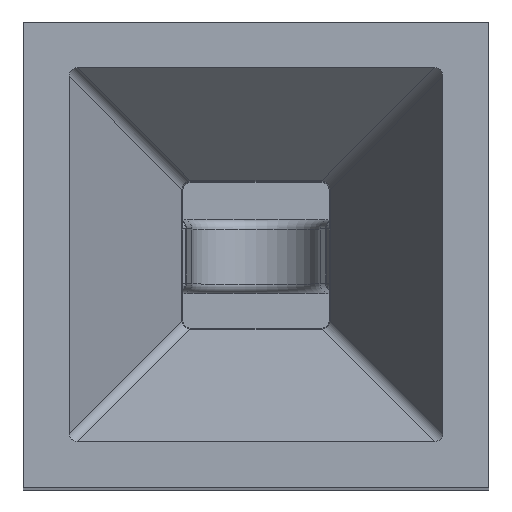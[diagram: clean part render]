
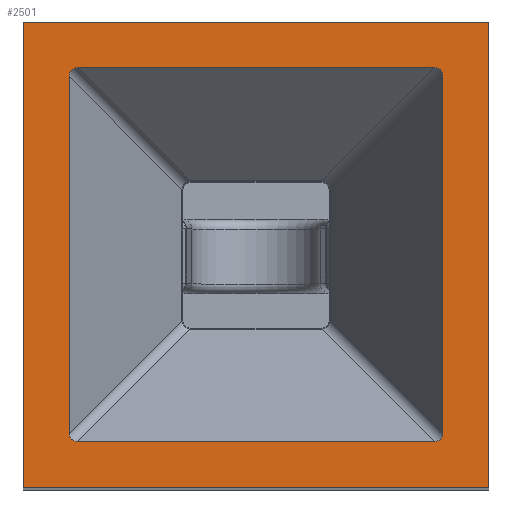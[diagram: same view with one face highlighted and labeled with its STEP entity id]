
A CAD part, top view. The second image highlights one B-rep face of the part: STEP entity #2501.
In plain terms, the highlighted planar face has unit normal (0, 0, 1).
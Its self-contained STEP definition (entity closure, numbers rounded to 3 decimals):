
#46=ELLIPSE('',#2604,0.061,0.05);
#49=ELLIPSE('',#2621,0.061,0.05);
#52=ELLIPSE('',#2629,0.061,0.05);
#55=ELLIPSE('',#2642,0.061,0.05);
#152=FACE_BOUND('',#561,.T.);
#405=FACE_OUTER_BOUND('',#560,.T.);
#560=EDGE_LOOP('',(#2061,#2062,#2063,#2064));
#561=EDGE_LOOP('',(#2065,#2066,#2067,#2068,#2069,#2070,#2071,#2072));
#625=LINE('',#3753,#811);
#659=LINE('',#3984,#845);
#660=LINE('',#3986,#846);
#665=LINE('',#4001,#851);
#666=LINE('',#4003,#852);
#757=LINE('',#4394,#943);
#758=LINE('',#4396,#944);
#759=LINE('',#4397,#945);
#811=VECTOR('',#2948,10.);
#845=VECTOR('',#3096,10.);
#846=VECTOR('',#3099,10.);
#851=VECTOR('',#3116,10.);
#852=VECTOR('',#3119,10.);
#943=VECTOR('',#3544,10.);
#944=VECTOR('',#3545,10.);
#945=VECTOR('',#3546,10.);
#993=VERTEX_POINT('',#3750);
#994=VERTEX_POINT('',#3752);
#999=VERTEX_POINT('',#3765);
#1000=VERTEX_POINT('',#3766);
#1013=VERTEX_POINT('',#3825);
#1014=VERTEX_POINT('',#3826);
#1019=VERTEX_POINT('',#3870);
#1020=VERTEX_POINT('',#3871);
#1029=VERTEX_POINT('',#3924);
#1030=VERTEX_POINT('',#3925);
#1143=VERTEX_POINT('',#4393);
#1144=VERTEX_POINT('',#4395);
#1197=EDGE_CURVE('',#994,#993,#625,.T.);
#1203=EDGE_CURVE('',#999,#1000,#46,.T.);
#1220=EDGE_CURVE('',#1013,#1014,#49,.T.);
#1231=EDGE_CURVE('',#1019,#1020,#52,.T.);
#1246=EDGE_CURVE('',#1029,#1030,#55,.T.);
#1267=EDGE_CURVE('',#1014,#999,#659,.T.);
#1268=EDGE_CURVE('',#1030,#1013,#660,.T.);
#1273=EDGE_CURVE('',#1020,#1029,#665,.T.);
#1274=EDGE_CURVE('',#1000,#1019,#666,.T.);
#1457=EDGE_CURVE('',#1143,#994,#757,.T.);
#1458=EDGE_CURVE('',#993,#1144,#758,.T.);
#1459=EDGE_CURVE('',#1144,#1143,#759,.T.);
#2061=ORIENTED_EDGE('',*,*,#1457,.T.);
#2062=ORIENTED_EDGE('',*,*,#1197,.T.);
#2063=ORIENTED_EDGE('',*,*,#1458,.T.);
#2064=ORIENTED_EDGE('',*,*,#1459,.T.);
#2065=ORIENTED_EDGE('',*,*,#1273,.F.);
#2066=ORIENTED_EDGE('',*,*,#1231,.F.);
#2067=ORIENTED_EDGE('',*,*,#1274,.F.);
#2068=ORIENTED_EDGE('',*,*,#1203,.F.);
#2069=ORIENTED_EDGE('',*,*,#1267,.F.);
#2070=ORIENTED_EDGE('',*,*,#1220,.F.);
#2071=ORIENTED_EDGE('',*,*,#1268,.F.);
#2072=ORIENTED_EDGE('',*,*,#1246,.F.);
#2222=PLANE('',#2829);
#2501=ADVANCED_FACE('',(#405,#152),#2222,.T.);
#2604=AXIS2_PLACEMENT_3D('',#3767,#2962,#2963);
#2621=AXIS2_PLACEMENT_3D('',#3827,#3000,#3001);
#2629=AXIS2_PLACEMENT_3D('',#3872,#3022,#3023);
#2642=AXIS2_PLACEMENT_3D('',#3926,#3054,#3055);
#2829=AXIS2_PLACEMENT_3D('',#4392,#3542,#3543);
#2948=DIRECTION('',(0.,-1.,0.));
#2962=DIRECTION('center_axis',(0.,0.,1.));
#2963=DIRECTION('ref_axis',(0.707,-0.707,0.));
#3000=DIRECTION('center_axis',(0.,0.,1.));
#3001=DIRECTION('ref_axis',(-0.707,-0.707,0.));
#3022=DIRECTION('center_axis',(0.,0.,1.));
#3023=DIRECTION('ref_axis',(0.707,0.707,0.));
#3054=DIRECTION('center_axis',(0.,0.,1.));
#3055=DIRECTION('ref_axis',(-0.707,0.707,0.));
#3096=DIRECTION('',(1.,0.,0.));
#3099=DIRECTION('',(0.,-1.,0.));
#3116=DIRECTION('',(-1.,0.,0.));
#3119=DIRECTION('',(0.,1.,0.));
#3542=DIRECTION('center_axis',(0.,0.,1.));
#3543=DIRECTION('ref_axis',(1.,0.,0.));
#3544=DIRECTION('',(-1.,0.,0.));
#3545=DIRECTION('',(1.,0.,0.));
#3546=DIRECTION('',(0.,1.,0.));
#3750=CARTESIAN_POINT('',(-1.27,-1.27,8.5));
#3752=CARTESIAN_POINT('',(-1.27,1.27,8.5));
#3753=CARTESIAN_POINT('',(-1.27,1.27,8.5));
#3765=CARTESIAN_POINT('',(0.975,-1.02,8.5));
#3766=CARTESIAN_POINT('',(1.02,-0.975,8.5));
#3767=CARTESIAN_POINT('Origin',(0.964,-0.964,8.5));
#3825=CARTESIAN_POINT('',(-1.02,-0.975,8.5));
#3826=CARTESIAN_POINT('',(-0.975,-1.02,8.5));
#3827=CARTESIAN_POINT('Origin',(-0.964,-0.964,8.5));
#3870=CARTESIAN_POINT('',(1.02,0.975,8.5));
#3871=CARTESIAN_POINT('',(0.975,1.02,8.5));
#3872=CARTESIAN_POINT('Origin',(0.964,0.964,8.5));
#3924=CARTESIAN_POINT('',(-0.975,1.02,8.5));
#3925=CARTESIAN_POINT('',(-1.02,0.975,8.5));
#3926=CARTESIAN_POINT('Origin',(-0.964,0.964,8.5));
#3984=CARTESIAN_POINT('',(0.2,-1.02,8.5));
#3986=CARTESIAN_POINT('',(-1.02,-0.2,8.5));
#4001=CARTESIAN_POINT('',(-0.2,1.02,8.5));
#4003=CARTESIAN_POINT('',(1.02,0.2,8.5));
#4392=CARTESIAN_POINT('Origin',(0.,0.,8.5));
#4393=CARTESIAN_POINT('',(1.27,1.27,8.5));
#4394=CARTESIAN_POINT('',(1.27,1.27,8.5));
#4395=CARTESIAN_POINT('',(1.27,-1.27,8.5));
#4396=CARTESIAN_POINT('',(-1.27,-1.27,8.5));
#4397=CARTESIAN_POINT('',(1.27,-1.27,8.5));
